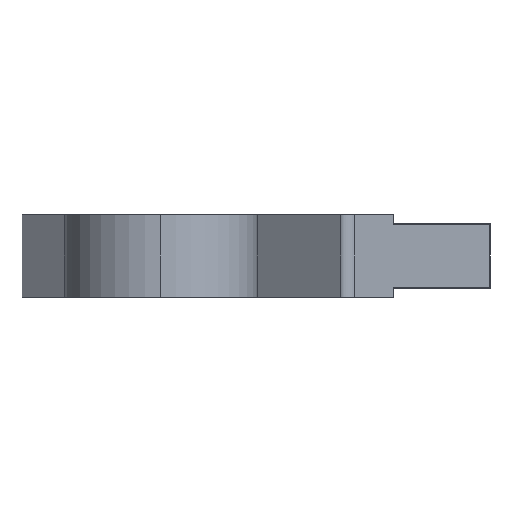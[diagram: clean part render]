
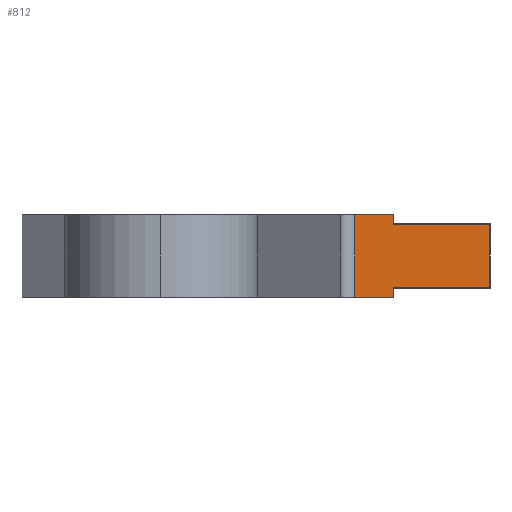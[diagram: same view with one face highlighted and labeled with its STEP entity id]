
A CAD part, left-side view. The second image highlights one B-rep face of the part: STEP entity #812.
In plain terms, the highlighted planar face has unit normal (-1, 0, 0).
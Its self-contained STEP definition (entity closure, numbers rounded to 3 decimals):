
#3 = DIRECTION ( 'NONE',  ( 0., 1., 0. ) ) ;
#6 = ORIENTED_EDGE ( 'NONE', *, *, #540, .F. ) ;
#31 = LINE ( 'NONE', #949, #556 ) ;
#38 = VECTOR ( 'NONE', #912, 1000. ) ;
#43 = LINE ( 'NONE', #419, #568 ) ;
#48 = AXIS2_PLACEMENT_3D ( 'NONE', #187, #500, #1055 ) ;
#71 = ORIENTED_EDGE ( 'NONE', *, *, #529, .F. ) ;
#84 = CARTESIAN_POINT ( 'NONE',  ( -214.635, -17.85, 5.333 ) ) ;
#130 = EDGE_LOOP ( 'NONE', ( #71, #805, #153, #207, #6, #375, #610, #714 ) ) ;
#153 = ORIENTED_EDGE ( 'NONE', *, *, #534, .T. ) ;
#180 = CARTESIAN_POINT ( 'NONE',  ( -214.635, -15.066, 0. ) ) ;
#185 = VERTEX_POINT ( 'NONE', #387 ) ;
#187 = CARTESIAN_POINT ( 'NONE',  ( -214.635, -15.066, 6. ) ) ;
#196 = LINE ( 'NONE', #977, #690 ) ;
#207 = ORIENTED_EDGE ( 'NONE', *, *, #525, .T. ) ;
#208 = VERTEX_POINT ( 'NONE', #351 ) ;
#216 = VERTEX_POINT ( 'NONE', #300 ) ;
#232 = VECTOR ( 'NONE', #901, 1000. ) ;
#239 = FACE_OUTER_BOUND ( 'NONE', #130, .T. ) ;
#243 = DIRECTION ( 'NONE',  ( 0., -1., 0. ) ) ;
#275 = VECTOR ( 'NONE', #1136, 1000. ) ;
#278 = CARTESIAN_POINT ( 'NONE',  ( -214.635, -17.85, 0. ) ) ;
#284 = CARTESIAN_POINT ( 'NONE',  ( -214.635, -17.85, 6. ) ) ;
#289 = CARTESIAN_POINT ( 'NONE',  ( -214.635, -24.85, 6. ) ) ;
#300 = CARTESIAN_POINT ( 'NONE',  ( -214.635, -17.85, 0.667 ) ) ;
#308 = LINE ( 'NONE', #289, #38 ) ;
#328 = VERTEX_POINT ( 'NONE', #1017 ) ;
#351 = CARTESIAN_POINT ( 'NONE',  ( -214.635, -24.85, 5.333 ) ) ;
#363 = EDGE_CURVE ( 'NONE', #515, #216, #43, .T. ) ;
#374 = CARTESIAN_POINT ( 'NONE',  ( -214.635, -24.85, 0.667 ) ) ;
#375 = ORIENTED_EDGE ( 'NONE', *, *, #363, .F. ) ;
#387 = CARTESIAN_POINT ( 'NONE',  ( -214.635, -15.066, 6. ) ) ;
#417 = EDGE_CURVE ( 'NONE', #185, #328, #31, .T. ) ;
#419 = CARTESIAN_POINT ( 'NONE',  ( -214.635, -17.85, 0.667 ) ) ;
#436 = LINE ( 'NONE', #981, #470 ) ;
#470 = VECTOR ( 'NONE', #502, 1000. ) ;
#500 = DIRECTION ( 'NONE',  ( 1., 0., 0. ) ) ;
#502 = DIRECTION ( 'NONE',  ( 0., 0., -1. ) ) ;
#515 = VERTEX_POINT ( 'NONE', #374 ) ;
#525 = EDGE_CURVE ( 'NONE', #796, #782, #908, .T. ) ;
#529 = EDGE_CURVE ( 'NONE', #328, #1024, #196, .T. ) ;
#534 = EDGE_CURVE ( 'NONE', #185, #796, #436, .T. ) ;
#540 = EDGE_CURVE ( 'NONE', #216, #782, #804, .T. ) ;
#543 = EDGE_CURVE ( 'NONE', #208, #515, #308, .T. ) ;
#554 = EDGE_CURVE ( 'NONE', #1024, #208, #1000, .T. ) ;
#556 = VECTOR ( 'NONE', #243, 1000. ) ;
#568 = VECTOR ( 'NONE', #3, 1000. ) ;
#590 = VECTOR ( 'NONE', #833, 1000. ) ;
#610 = ORIENTED_EDGE ( 'NONE', *, *, #543, .F. ) ;
#690 = VECTOR ( 'NONE', #1132, 1000. ) ;
#714 = ORIENTED_EDGE ( 'NONE', *, *, #554, .F. ) ;
#774 = CARTESIAN_POINT ( 'NONE',  ( -214.635, -17.85, 5.333 ) ) ;
#782 = VERTEX_POINT ( 'NONE', #278 ) ;
#796 = VERTEX_POINT ( 'NONE', #832 ) ;
#804 = LINE ( 'NONE', #284, #590 ) ;
#805 = ORIENTED_EDGE ( 'NONE', *, *, #417, .F. ) ;
#812 = ADVANCED_FACE ( 'NONE', ( #239 ), #906, .F. ) ;
#832 = CARTESIAN_POINT ( 'NONE',  ( -214.635, -15.066, 0. ) ) ;
#833 = DIRECTION ( 'NONE',  ( 0., 0., -1. ) ) ;
#901 = DIRECTION ( 'NONE',  ( 0., -1., 0. ) ) ;
#906 = PLANE ( 'NONE',  #48 ) ;
#908 = LINE ( 'NONE', #180, #232 ) ;
#912 = DIRECTION ( 'NONE',  ( 0., 0., -1. ) ) ;
#949 = CARTESIAN_POINT ( 'NONE',  ( -214.635, -15.066, 6. ) ) ;
#977 = CARTESIAN_POINT ( 'NONE',  ( -214.635, -17.85, 6. ) ) ;
#981 = CARTESIAN_POINT ( 'NONE',  ( -214.635, -15.066, 6. ) ) ;
#1000 = LINE ( 'NONE', #84, #275 ) ;
#1017 = CARTESIAN_POINT ( 'NONE',  ( -214.635, -17.85, 6. ) ) ;
#1024 = VERTEX_POINT ( 'NONE', #774 ) ;
#1055 = DIRECTION ( 'NONE',  ( 0., 0., -1. ) ) ;
#1132 = DIRECTION ( 'NONE',  ( 0., 0., -1. ) ) ;
#1136 = DIRECTION ( 'NONE',  ( 0., -1., 0. ) ) ;
